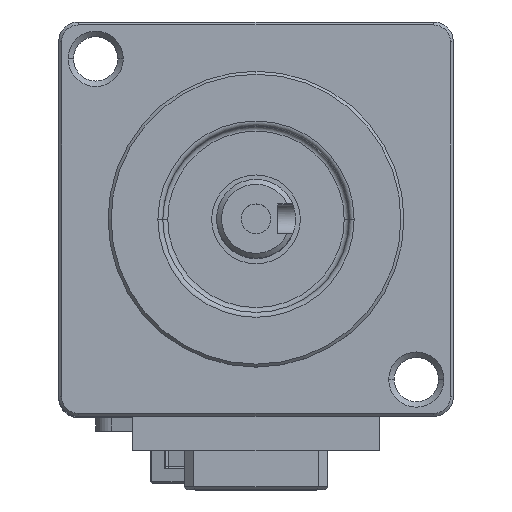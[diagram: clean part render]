
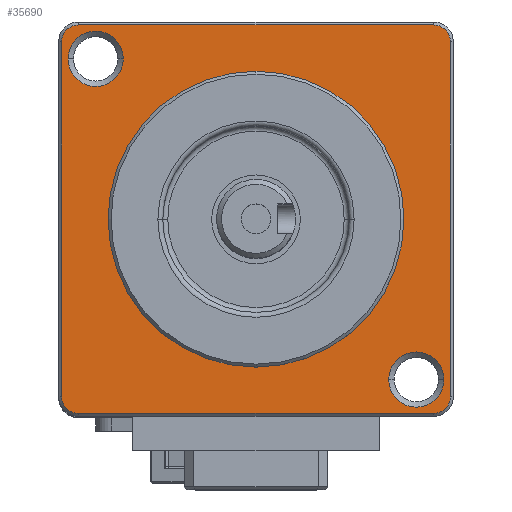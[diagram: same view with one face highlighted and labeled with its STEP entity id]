
A CAD part, top view. The second image highlights one B-rep face of the part: STEP entity #35690.
In plain terms, the highlighted planar face has unit normal (0, 0, 1).
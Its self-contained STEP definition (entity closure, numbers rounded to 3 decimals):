
#4550=CARTESIAN_POINT('',(18.,19.7,30.6));
#4560=VERTEX_POINT('',#4550);
#4590=CARTESIAN_POINT('',(0.,19.7,30.6));
#4600=DIRECTION('',(1.,0.,0.));
#4610=VECTOR('',#4600,1.);
#4620=LINE('',#4590,#4610);
#4630=CARTESIAN_POINT('',(-18.,19.7,30.6));
#4640=VERTEX_POINT('',#4630);
#4650=EDGE_CURVE('',#4640,#4560,#4620,.T.);
#34370=CARTESIAN_POINT('',(13.463,-16.263,30.6));
#34380=VERTEX_POINT('',#34370);
#34410=CARTESIAN_POINT('',(16.263,-16.263,30.6));
#34420=DIRECTION('',(0.,0.,1.));
#34430=DIRECTION('',(1.,0.,0.));
#34440=AXIS2_PLACEMENT_3D('',#34410,#34420,#34430);
#34450=CIRCLE('',#34440,2.8);
#34460=CARTESIAN_POINT('',(19.063,-16.263,30.6));
#34470=VERTEX_POINT('',#34460);
#34480=EDGE_CURVE('',#34470,#34380,#34450,.T.);
#34680=CARTESIAN_POINT('',(-19.7,-19.7,30.6));
#34690=DIRECTION('',(0.,0.,1.));
#34700=DIRECTION('',(1.,0.,0.));
#34710=AXIS2_PLACEMENT_3D('',#34680,#34690,#34700);
#34720=PLANE('',#34710);
#34730=CARTESIAN_POINT('',(-16.263,16.263,30.6));
#34740=DIRECTION('',(0.,0.,1.));
#34750=DIRECTION('',(1.,0.,0.));
#34760=AXIS2_PLACEMENT_3D('',#34730,#34740,#34750);
#34770=CIRCLE('',#34760,2.8);
#34780=CARTESIAN_POINT('',(-19.063,16.263,30.6));
#34790=VERTEX_POINT('',#34780);
#34800=CARTESIAN_POINT('',(-13.463,16.263,30.6));
#34810=VERTEX_POINT('',#34800);
#34820=EDGE_CURVE('',#34790,#34810,#34770,.T.);
#34830=ORIENTED_EDGE('',*,*,#34820,.F.);
#34840=EDGE_CURVE('',#34810,#34790,#34770,.T.);
#34850=ORIENTED_EDGE('',*,*,#34840,.F.);
#34860=EDGE_LOOP('',(#34850,#34830));
#34870=FACE_BOUND('',#34860,.T.);
#34880=EDGE_CURVE('',#34380,#34470,#34450,.T.);
#34890=ORIENTED_EDGE('',*,*,#34880,.F.);
#34900=ORIENTED_EDGE('',*,*,#34480,.F.);
#34910=EDGE_LOOP('',(#34900,#34890));
#34920=FACE_BOUND('',#34910,.T.);
#34930=CARTESIAN_POINT('',(0.,0.,
30.6));
#34940=DIRECTION('',(0.,0.,1.));
#34950=DIRECTION('',(1.,0.,0.));
#34960=AXIS2_PLACEMENT_3D('',#34930,#34940,#34950);
#34970=CIRCLE('',#34960,15.);
#34980=CARTESIAN_POINT('',(-15.,0.,30.6));
#34990=VERTEX_POINT('',#34980);
#35000=CARTESIAN_POINT('',(15.,0.,30.6));
#35010=VERTEX_POINT('',#35000);
#35020=EDGE_CURVE('',#34990,#35010,#34970,.T.);
#35030=ORIENTED_EDGE('',*,*,#35020,.F.);
#35040=EDGE_CURVE('',#35010,#34990,#34970,.T.);
#35050=ORIENTED_EDGE('',*,*,#35040,.F.);
#35060=EDGE_LOOP('',(#35050,#35030));
#35070=FACE_BOUND('',#35060,.T.);
#35080=CARTESIAN_POINT('',(-18.,18.,30.6));
#35090=DIRECTION('',(0.,0.,-1.));
#35100=DIRECTION('',(-1.,0.,0.));
#35110=AXIS2_PLACEMENT_3D('',#35080,#35090,#35100);
#35120=CIRCLE('',#35110,1.7);
#35130=CARTESIAN_POINT('',(-19.7,18.,30.6));
#35140=VERTEX_POINT('',#35130);
#35150=EDGE_CURVE('',#35140,#4640,#35120,.T.);
#35160=ORIENTED_EDGE('',*,*,#35150,.F.);
#35170=ORIENTED_EDGE('',*,*,#4650,.F.);
#35180=CARTESIAN_POINT('',(18.,18.,30.6));
#35190=DIRECTION('',(0.,0.,-1.));
#35200=DIRECTION('',(-1.,0.,0.));
#35210=AXIS2_PLACEMENT_3D('',#35180,#35190,#35200);
#35220=CIRCLE('',#35210,1.7);
#35230=CARTESIAN_POINT('',(19.7,18.,30.6));
#35240=VERTEX_POINT('',#35230);
#35250=EDGE_CURVE('',#4560,#35240,#35220,.T.);
#35260=ORIENTED_EDGE('',*,*,#35250,.F.);
#35270=CARTESIAN_POINT('',(19.7,0.,30.6));
#35280=DIRECTION('',(0.,-1.,0.));
#35290=VECTOR('',#35280,1.);
#35300=LINE('',#35270,#35290);
#35310=CARTESIAN_POINT('',(19.7,-18.,30.6));
#35320=VERTEX_POINT('',#35310);
#35330=EDGE_CURVE('',#35240,#35320,#35300,.T.);
#35340=ORIENTED_EDGE('',*,*,#35330,.F.);
#35350=CARTESIAN_POINT('',(18.,-18.,30.6));
#35360=DIRECTION('',(0.,0.,-1.));
#35370=DIRECTION('',(-1.,0.,0.));
#35380=AXIS2_PLACEMENT_3D('',#35350,#35360,#35370);
#35390=CIRCLE('',#35380,1.7);
#35400=CARTESIAN_POINT('',(18.,-19.7,30.6));
#35410=VERTEX_POINT('',#35400);
#35420=EDGE_CURVE('',#35320,#35410,#35390,.T.);
#35430=ORIENTED_EDGE('',*,*,#35420,.F.);
#35440=CARTESIAN_POINT('',(0.,-19.7,30.6));
#35450=DIRECTION('',(-1.,0.,0.));
#35460=VECTOR('',#35450,1.);
#35470=LINE('',#35440,#35460);
#35480=CARTESIAN_POINT('',(-18.,-19.7,30.6));
#35490=VERTEX_POINT('',#35480);
#35500=EDGE_CURVE('',#35410,#35490,#35470,.T.);
#35510=ORIENTED_EDGE('',*,*,#35500,.F.);
#35520=CARTESIAN_POINT('',(-18.,-18.,30.6));
#35530=DIRECTION('',(0.,0.,-1.));
#35540=DIRECTION('',(-1.,0.,0.));
#35550=AXIS2_PLACEMENT_3D('',#35520,#35530,#35540);
#35560=CIRCLE('',#35550,1.7);
#35570=CARTESIAN_POINT('',(-19.7,-18.,30.6));
#35580=VERTEX_POINT('',#35570);
#35590=EDGE_CURVE('',#35490,#35580,#35560,.T.);
#35600=ORIENTED_EDGE('',*,*,#35590,.F.);
#35610=CARTESIAN_POINT('',(-19.7,0.,30.6));
#35620=DIRECTION('',(0.,1.,0.));
#35630=VECTOR('',#35620,1.);
#35640=LINE('',#35610,#35630);
#35650=EDGE_CURVE('',#35580,#35140,#35640,.T.);
#35660=ORIENTED_EDGE('',*,*,#35650,.F.);
#35670=EDGE_LOOP('',(#35660,#35600,#35510,#35430,#35340,#35260,#35170,
#35160));
#35680=FACE_OUTER_BOUND('',#35670,.T.);
#35690=ADVANCED_FACE('',(#34870,#34920,#35070,#35680),#34720,.T.);
